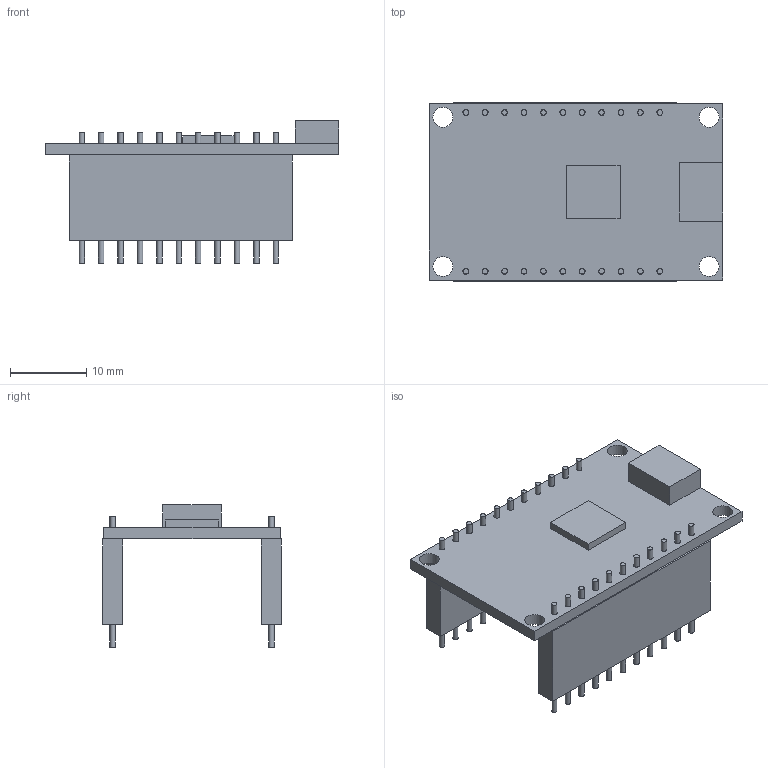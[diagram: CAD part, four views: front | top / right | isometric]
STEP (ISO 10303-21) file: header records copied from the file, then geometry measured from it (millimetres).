
FILE_DESCRIPTION(/* description */ (''),/* implementation_level */ '2;1');
FILE_NAME(/* name */ 'Sound Board Final.stp',/* time_stamp */ '2019-05-30T14:32:16-04:00',/* author */ ('Student'),/* organization */ (''),/* preprocessor_version */ 'ST-DEVELOPER v17',/* originating_system */ 'Autodesk Inventor 2019',/* authorisation */ '');
FILE_SCHEMA (('AUTOMOTIVE_DESIGN { 1 0 10303 214 3 1 1 }'));
Length unit declared in the file: inch
Products named in the file (3): Sound Board Final; Sound Board; Toes2
Assembly tree (3 placements, depth 2):
  Sound Board Final
    Sound Board
    Toes2  x2
Bounding box: 38.4 x 23.42 x 18.64 mm (x, y, z)
Volume: 3241.9 mm3; surface area: 4157.4 mm2
Topology: 3 solids, 3 shells, 141 faces, 270 edges, 180 vertices
Faces by surface type: plane 71, cylinder 70
Full cylindrical faces by diameter (mm): 0.711 x44, 0.762 x22, 2.616 x4
Entity records: 2706 total; most frequent: DIRECTION 482, CARTESIAN_POINT 417, ORIENTED_EDGE 384, AXIS2_PLACEMENT_3D 193, EDGE_CURVE 192, EDGE_LOOP 166, VERTEX_POINT 128, LINE 96
